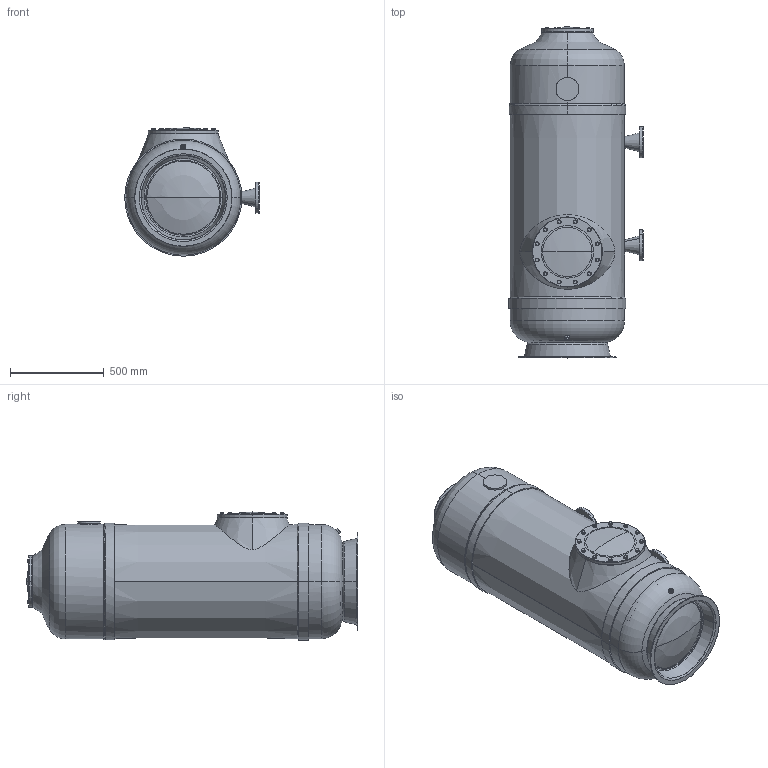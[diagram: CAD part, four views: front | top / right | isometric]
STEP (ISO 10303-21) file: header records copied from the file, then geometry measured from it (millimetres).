
FILE_DESCRIPTION (( 'STEP AP214' ), '1' );
FILE_NAME ('Balearic_60c_lateral.STEP', '2021-01-06T07:36:56', ( '' ), ( '' ), 'SwSTEP 2.0', 'SolidWorks 2019', '' );
FILE_SCHEMA (( 'AUTOMOTIVE_DESIGN' ));
Length unit declared in the file: millimetre
Products named in the file (1): Balearic_60c_lateral
Bounding box: 717.41 x 1769.91 x 684.77 mm (x, y, z)
Surface area: 8715063.5 mm2 (no closed solid volume)
Topology: 0 solids, 63 shells, 856 faces, 1865 edges, 1142 vertices
Faces by surface type: cylinder 282, plane 270, cone 212, torus 72, sphere 16, bspline 4
Entity records: 43950 total; most frequent: CARTESIAN_POINT 15672, DIRECTION 3791, ORIENTED_EDGE 3644, EDGE_CURVE 1839, AXIS2_PLACEMENT_3D 1625, VERTEX_POINT 1140, EDGE_LOOP 1024, UNCERTAINTY_MEASURE_WITH_UNIT 912
